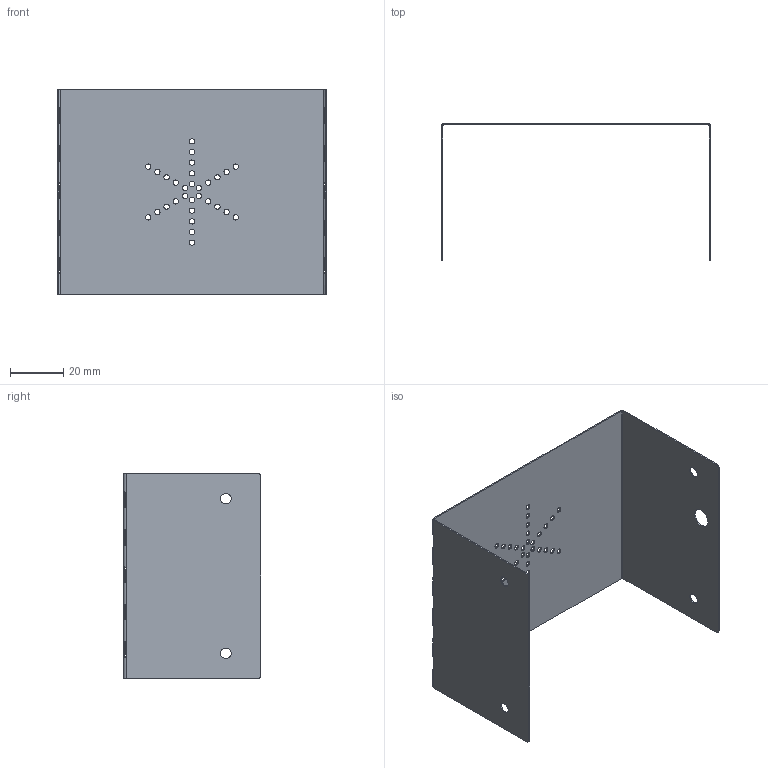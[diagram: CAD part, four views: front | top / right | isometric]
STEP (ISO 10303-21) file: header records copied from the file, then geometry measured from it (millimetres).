
FILE_DESCRIPTION (( 'STEP AP214' ), '1' );
FILE_NAME ('Êîæóõ.STEP', '2020-10-31T19:08:07', ( '' ), ( '' ), 'SwSTEP 2.0', 'SolidWorks 2018', '' );
FILE_SCHEMA (( 'AUTOMOTIVE_DESIGN' ));
Length unit declared in the file: millimetre
Products named in the file (1): ﾊ鮻
Bounding box: 100.82 x 51.41 x 77 mm (x, y, z)
Volume: 7656.2 mm3; surface area: 31098.9 mm2
Topology: 1 solids, 1 shells, 136 faces, 386 edges, 252 vertices
Faces by surface type: cylinder 78, plane 38, bspline 20
Entity records: 5632 total; most frequent: CARTESIAN_POINT 1955, ORIENTED_EDGE 772, DIRECTION 696, EDGE_CURVE 386, AXIS2_PLACEMENT_3D 273, VERTEX_POINT 252, EDGE_LOOP 226, CIRCLE 156
